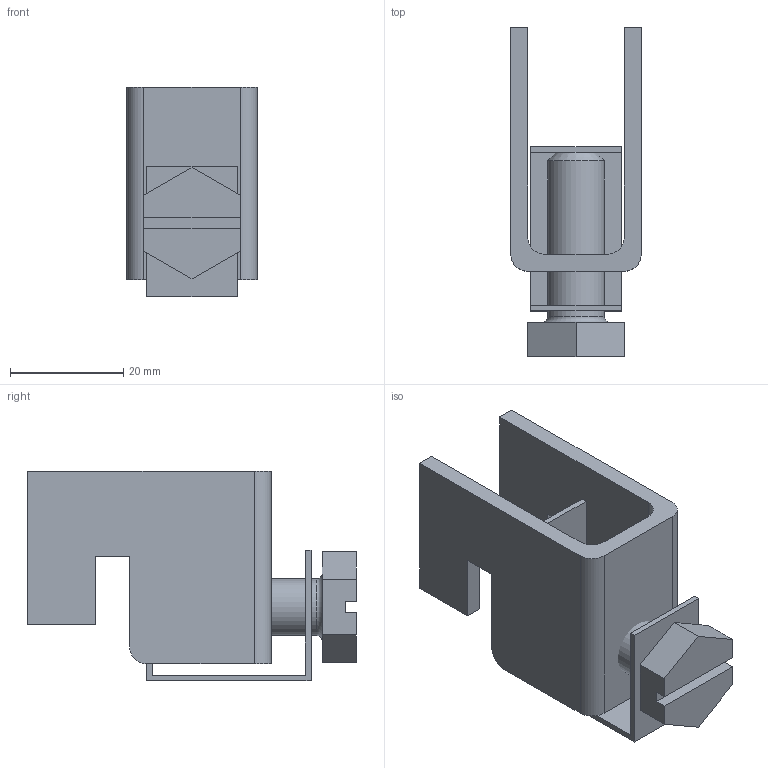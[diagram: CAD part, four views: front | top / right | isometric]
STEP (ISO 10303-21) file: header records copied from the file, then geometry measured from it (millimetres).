
FILE_DESCRIPTION(/* description */ ('STEP AP214'),/* implementation_level */ '2;1');
FILE_NAME(/* name */ '01068',/* time_stamp */ '2023-09-27T08:24:44+02:00',/* author */ ('License CC BY-ND 4.0'),/* organization */ ('CADENAS'),/* preprocessor_version */ 'ST-DEVELOPER v19.3',/* originating_system */ 'PARTsolutions',/* authorisation */ ' ');
FILE_SCHEMA (('MODEL_BASED_INTEGRATED_MANUFACTURING_SCHEMA','PROCESS_PLANNING_SCHEMA','AP242_MANAGED_MODEL_BASED_3D_ENGINEERING_MIM_LF { 1 0 10303 442 3 1 4 }','AUTOMOTIVE_DESIGN {1 0 10303 214 3 1 1}'));
Length unit declared in the file: millimetre
Products named in the file (4): 01068; 01068b2; 01068s; 01068b
Assembly tree (3 placements, depth 2):
  01068
    01068b2
    01068s
    01068b
Bounding box: 23 x 58 x 37 mm (x, y, z)
Volume: 14351.5 mm3; surface area: 11552.2 mm2
Topology: 3 solids, 3 shells, 50 faces, 127 edges, 84 vertices
Faces by surface type: plane 41, cylinder 7, torus 1, cone 1
Full cylindrical faces by diameter (mm): 10 x1
Entity records: 1577 total; most frequent: CARTESIAN_POINT 262, ORIENTED_EDGE 248, DIRECTION 248, EDGE_CURVE 124, LINE 108, VECTOR 108, VERTEX_POINT 84, AXIS2_PLACEMENT_3D 70
